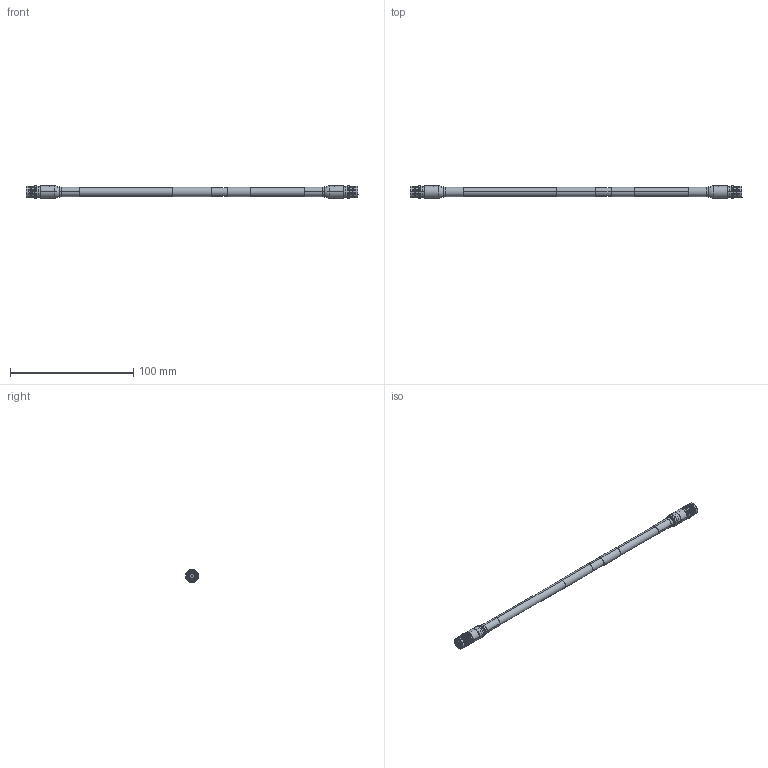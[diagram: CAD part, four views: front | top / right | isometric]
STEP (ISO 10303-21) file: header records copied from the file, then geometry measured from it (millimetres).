
FILE_DESCRIPTION (( 'STEP AP214' ), '1' );
FILE_NAME ('FMCA1799_3D.step', '2025-07-24T19:31:57', ( '' ), ( '' ), 'SwSTEP 2.0', 'SolidWorks 2022', '' );
FILE_SCHEMA (( 'AUTOMOTIVE_DESIGN' ));
Length unit declared in the file: inch
Products named in the file (4): Coax Cable^FMCA1799_LABEL+PE PIM; FMCN1445; Heat Shrink^FMCA1799; FMCA1799_3D
Assembly tree (5 placements, depth 2):
  FMCA1799_3D
    Coax Cable^FMCA1799_LABEL+PE PIM
    FMCN1445  x2
    Heat Shrink^FMCA1799  x2
Bounding box: 269.8 x 10.5 x 10.5 mm (x, y, z)
Volume: 11797.9 mm3; surface area: 13931.2 mm2
Topology: 15 solids, 15 shells, 678 faces, 1642 edges, 1038 vertices
Faces by surface type: cylinder 302, cone 192, plane 136, bspline 32, torus 16
Entity records: 11143 total; most frequent: CARTESIAN_POINT 2570, DIRECTION 1836, ORIENTED_EDGE 1668, EDGE_CURVE 834, AXIS2_PLACEMENT_3D 759, VERTEX_POINT 529, CIRCLE 420, EDGE_LOOP 389
